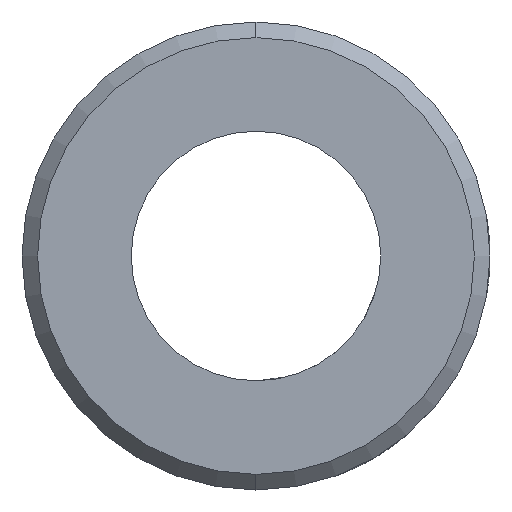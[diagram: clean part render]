
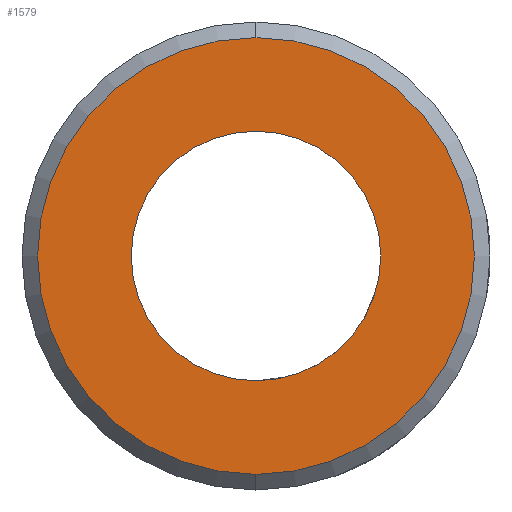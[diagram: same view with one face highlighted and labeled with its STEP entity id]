
A CAD part, left-side view. The second image highlights one B-rep face of the part: STEP entity #1579.
In plain terms, the highlighted planar face has unit normal (-1, 0, 0).
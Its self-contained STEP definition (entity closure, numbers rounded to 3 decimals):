
#68 = DIRECTION ( 'NONE',  ( -1., 0., 0. ) ) ;
#187 = EDGE_CURVE ( 'NONE', #715, #209, #449, .T. ) ;
#200 = DIRECTION ( 'NONE',  ( 0., 0., -1. ) ) ;
#209 = VERTEX_POINT ( 'NONE', #1832 ) ;
#396 = DIRECTION ( 'NONE',  ( 1., 0., 0. ) ) ;
#449 = CIRCLE ( 'NONE', #1441, 4. ) ;
#483 = PLANE ( 'NONE',  #629 ) ;
#514 = EDGE_LOOP ( 'NONE', ( #2222, #2145 ) ) ;
#525 = ORIENTED_EDGE ( 'NONE', *, *, #981, .F. ) ;
#553 = CARTESIAN_POINT ( 'NONE',  ( 64.692, -131.471, -121.338 ) ) ;
#618 = DIRECTION ( 'NONE',  ( -1., 0., 0. ) ) ;
#629 = AXIS2_PLACEMENT_3D ( 'NONE', #850, #618, #984 ) ;
#715 = VERTEX_POINT ( 'NONE', #1184 ) ;
#718 = DIRECTION ( 'NONE',  ( 0., 0., -1. ) ) ;
#737 = AXIS2_PLACEMENT_3D ( 'NONE', #2214, #1717, #825 ) ;
#762 = DIRECTION ( 'NONE',  ( 0., 0., 1. ) ) ;
#775 = AXIS2_PLACEMENT_3D ( 'NONE', #1767, #868, #200 ) ;
#825 = DIRECTION ( 'NONE',  ( 0., 0., 1. ) ) ;
#833 = EDGE_CURVE ( 'NONE', #1957, #1566, #2191, .T. ) ;
#850 = CARTESIAN_POINT ( 'NONE',  ( 64.692, -131.471, -121.338 ) ) ;
#868 = DIRECTION ( 'NONE',  ( 1., 0., 0. ) ) ;
#981 = EDGE_CURVE ( 'NONE', #209, #715, #1061, .T. ) ;
#984 = DIRECTION ( 'NONE',  ( 0., 0., 1. ) ) ;
#1048 = EDGE_LOOP ( 'NONE', ( #1824, #525 ) ) ;
#1061 = CIRCLE ( 'NONE', #737, 4. ) ;
#1184 = CARTESIAN_POINT ( 'NONE',  ( 64.692, -131.471, -117.338 ) ) ;
#1195 = CARTESIAN_POINT ( 'NONE',  ( 64.692, -131.471, -128.338 ) ) ;
#1299 = CARTESIAN_POINT ( 'NONE',  ( 64.692, -131.471, -121.338 ) ) ;
#1441 = AXIS2_PLACEMENT_3D ( 'NONE', #1299, #68, #762 ) ;
#1521 = FACE_OUTER_BOUND ( 'NONE', #514, .T. ) ;
#1543 = CIRCLE ( 'NONE', #2006, 7. ) ;
#1566 = VERTEX_POINT ( 'NONE', #1195 ) ;
#1579 = ADVANCED_FACE ( 'NONE', ( #1700, #1521 ), #483, .T. ) ;
#1700 = FACE_BOUND ( 'NONE', #1048, .T. ) ;
#1717 = DIRECTION ( 'NONE',  ( -1., 0., 0. ) ) ;
#1767 = CARTESIAN_POINT ( 'NONE',  ( 64.692, -131.471, -121.338 ) ) ;
#1824 = ORIENTED_EDGE ( 'NONE', *, *, #187, .F. ) ;
#1832 = CARTESIAN_POINT ( 'NONE',  ( 64.692, -131.471, -125.338 ) ) ;
#1911 = EDGE_CURVE ( 'NONE', #1566, #1957, #1543, .T. ) ;
#1957 = VERTEX_POINT ( 'NONE', #1996 ) ;
#1996 = CARTESIAN_POINT ( 'NONE',  ( 64.692, -131.471, -114.338 ) ) ;
#2006 = AXIS2_PLACEMENT_3D ( 'NONE', #553, #396, #718 ) ;
#2145 = ORIENTED_EDGE ( 'NONE', *, *, #1911, .F. ) ;
#2191 = CIRCLE ( 'NONE', #775, 7. ) ;
#2214 = CARTESIAN_POINT ( 'NONE',  ( 64.692, -131.471, -121.338 ) ) ;
#2222 = ORIENTED_EDGE ( 'NONE', *, *, #833, .F. ) ;
